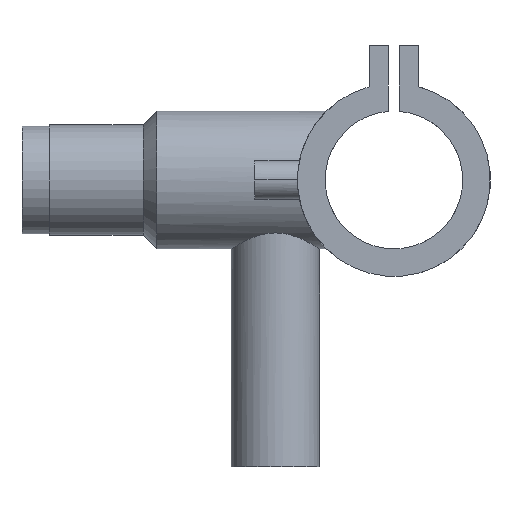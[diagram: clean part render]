
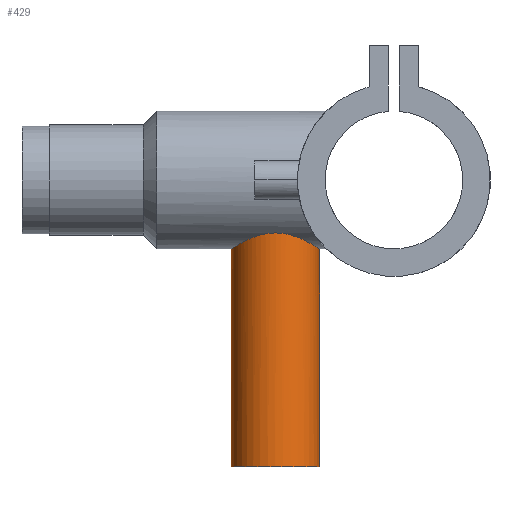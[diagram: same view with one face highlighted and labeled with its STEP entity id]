
A CAD part, left-side view. The second image highlights one B-rep face of the part: STEP entity #429.
In plain terms, the highlighted cylindrical face has radius 16 mm (diameter 32 mm), a partial arc.
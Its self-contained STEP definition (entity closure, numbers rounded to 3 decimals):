
#41 = EDGE_CURVE ( 'NONE', #1345, #1401, #2379, .T. ) ;
#192 = VECTOR ( 'NONE', #248, 1000. ) ;
#248 = DIRECTION ( 'NONE',  ( 0., 0., -1. ) ) ;
#316 = CARTESIAN_POINT ( 'NONE',  ( 0., 27., -25. ) ) ;
#320 = CARTESIAN_POINT ( 'NONE',  ( -0.538, 27., -25. ) ) ;
#323 = CARTESIAN_POINT ( 'NONE',  ( -1.077, 27.027, -24.983 ) ) ;
#324 = CARTESIAN_POINT ( 'NONE',  ( -1.886, 27.109, -24.93 ) ) ;
#329 = CARTESIAN_POINT ( 'NONE',  ( -2.157, 27.144, -24.908 ) ) ;
#332 = CARTESIAN_POINT ( 'NONE',  ( -2.692, 27.226, -24.856 ) ) ;
#333 = CARTESIAN_POINT ( 'NONE',  ( -2.957, 27.273, -24.826 ) ) ;
#334 = CARTESIAN_POINT ( 'NONE',  ( -4.269, 27.543, -24.655 ) ) ;
#338 = CARTESIAN_POINT ( 'NONE',  ( -5.28, 27.859, -24.457 ) ) ;
#340 = CARTESIAN_POINT ( 'NONE',  ( -6.741, 28.48, -24.079 ) ) ;
#341 = CARTESIAN_POINT ( 'NONE',  ( -7.216, 28.71, -23.941 ) ) ;
#345 = CARTESIAN_POINT ( 'NONE',  ( -8.127, 29.208, -23.647 ) ) ;
#348 = CARTESIAN_POINT ( 'NONE',  ( -8.565, 29.476, -23.491 ) ) ;
#349 = CARTESIAN_POINT ( 'NONE',  ( -9.834, 30.338, -23.002 ) ) ;
#350 = CARTESIAN_POINT ( 'NONE',  ( -10.619, 30.988, -22.647 ) ) ;
#353 = CARTESIAN_POINT ( 'NONE',  ( -12.064, 32.441, -21.911 ) ) ;
#356 = CARTESIAN_POINT ( 'NONE',  ( -12.707, 33.224, -21.54 ) ) ;
#361 = CARTESIAN_POINT ( 'NONE',  ( -13.561, 34.493, -21.005 ) ) ;
#365 = CARTESIAN_POINT ( 'NONE',  ( -13.826, 34.932, -20.831 ) ) ;
#366 = CARTESIAN_POINT ( 'NONE',  ( -14.319, 35.843, -20.495 ) ) ;
#367 = CARTESIAN_POINT ( 'NONE',  ( -14.544, 36.311, -20.336 ) ) ;
#371 = CARTESIAN_POINT ( 'NONE',  ( -14.948, 37.269, -20.041 ) ) ;
#373 = CARTESIAN_POINT ( 'NONE',  ( -15.127, 37.76, -19.905 ) ) ;
#377 = CARTESIAN_POINT ( 'NONE',  ( -15.439, 38.768, -19.664 ) ) ;
#380 = CARTESIAN_POINT ( 'NONE',  ( -15.573, 39.289, -19.558 ) ) ;
#381 = CARTESIAN_POINT ( 'NONE',  ( -15.893, 40.864, -19.3 ) ) ;
#382 = CARTESIAN_POINT ( 'NONE',  ( -16.001, 41.93, -19.209 ) ) ;
#386 = CARTESIAN_POINT ( 'NONE',  ( -15.999, 43.557, -19.21 ) ) ;
#390 = CARTESIAN_POINT ( 'NONE',  ( -15.971, 44.104, -19.234 ) ) ;
#394 = CARTESIAN_POINT ( 'NONE',  ( -15.86, 45.176, -19.325 ) ) ;
#397 = CARTESIAN_POINT ( 'NONE',  ( -15.779, 45.704, -19.392 ) ) ;
#398 = CARTESIAN_POINT ( 'NONE',  ( -15.564, 46.746, -19.564 ) ) ;
#399 = CARTESIAN_POINT ( 'NONE',  ( -15.432, 47.26, -19.67 ) ) ;
#402 = CARTESIAN_POINT ( 'NONE',  ( -15.115, 48.273, -19.914 ) ) ;
#403 = CARTESIAN_POINT ( 'NONE',  ( -14.934, 48.766, -20.051 ) ) ;
#407 = CARTESIAN_POINT ( 'NONE',  ( -14.328, 50.195, -20.493 ) ) ;
#414 = CARTESIAN_POINT ( 'NONE',  ( -13.842, 51.089, -20.829 ) ) ;
#418 = CARTESIAN_POINT ( 'NONE',  ( -12.99, 52.355, -21.363 ) ) ;
#419 = CARTESIAN_POINT ( 'NONE',  ( -12.684, 52.766, -21.547 ) ) ;
#420 = CARTESIAN_POINT ( 'NONE',  ( -12.036, 53.554, -21.915 ) ) ;
#425 = CARTESIAN_POINT ( 'NONE',  ( -11.695, 53.931, -22.099 ) ) ;
#426 = CARTESIAN_POINT ( 'NONE',  ( -10.622, 55.009, -22.646 ) ) ;
#428 = CARTESIAN_POINT ( 'NONE',  ( -9.839, 55.66, -23.001 ) ) ;
#429 = ADVANCED_FACE ( 'NONE', ( #1254 ), #1929, .T. ) ;
#432 = CARTESIAN_POINT ( 'NONE',  ( -8.122, 56.824, -23.662 ) ) ;
#436 = CARTESIAN_POINT ( 'NONE',  ( -7.212, 57.321, -23.958 ) ) ;
#437 = CARTESIAN_POINT ( 'NONE',  ( -5.764, 57.935, -24.332 ) ) ;
#438 = CARTESIAN_POINT ( 'NONE',  ( -5.267, 58.118, -24.444 ) ) ;
#441 = CARTESIAN_POINT ( 'NONE',  ( -4.244, 58.436, -24.643 ) ) ;
#442 = CARTESIAN_POINT ( 'NONE',  ( -3.727, 58.569, -24.726 ) ) ;
#444 = CARTESIAN_POINT ( 'NONE',  ( -2.158, 58.89, -24.929 ) ) ;
#446 = CARTESIAN_POINT ( 'NONE',  ( -1.091, 59., -25. ) ) ;
#450 = CARTESIAN_POINT ( 'NONE',  ( 0., 59., -25. ) ) ;
#478 = EDGE_CURVE ( 'NONE', #1413, #532, #2396, .T. ) ;
#481 = EDGE_CURVE ( 'NONE', #1401, #1413, #1533, .T. ) ;
#512 = DIRECTION ( 'NONE',  ( 0., 1., 0. ) ) ;
#522 = EDGE_LOOP ( 'NONE', ( #1090, #1095, #1098, #1099 ) ) ;
#532 = VERTEX_POINT ( 'NONE', #2109 ) ;
#545 = CARTESIAN_POINT ( 'NONE',  ( 0., 59., 0. ) ) ;
#989 = AXIS2_PLACEMENT_3D ( 'NONE', #2494, #1015, #1792 ) ;
#1015 = DIRECTION ( 'NONE',  ( 0., 0., -1. ) ) ;
#1090 = ORIENTED_EDGE ( 'NONE', *, *, #481, .F. ) ;
#1095 = ORIENTED_EDGE ( 'NONE', *, *, #41, .F. ) ;
#1098 = ORIENTED_EDGE ( 'NONE', *, *, #1414, .T. ) ;
#1099 = ORIENTED_EDGE ( 'NONE', *, *, #478, .F. ) ;
#1254 = FACE_OUTER_BOUND ( 'NONE', #522, .T. ) ;
#1345 = VERTEX_POINT ( 'NONE', #2090 ) ;
#1401 = VERTEX_POINT ( 'NONE', #1964 ) ;
#1413 = VERTEX_POINT ( 'NONE', #1686 ) ;
#1414 = EDGE_CURVE ( 'NONE', #1345, #532, #2253, .T. ) ;
#1533 = LINE ( 'NONE', #2092, #192 ) ;
#1553 = DIRECTION ( 'NONE',  ( 0., 0., -1. ) ) ;
#1603 = AXIS2_PLACEMENT_3D ( 'NONE', #1670, #2235, #512 ) ;
#1670 = CARTESIAN_POINT ( 'NONE',  ( 0., 43., -104. ) ) ;
#1686 = CARTESIAN_POINT ( 'NONE',  ( 0., 27., -104. ) ) ;
#1792 = DIRECTION ( 'NONE',  ( 0., 1., 0. ) ) ;
#1929 = CYLINDRICAL_SURFACE ( 'NONE', #989, 16. ) ;
#1964 = CARTESIAN_POINT ( 'NONE',  ( 0., 27., -25. ) ) ;
#2040 = VECTOR ( 'NONE', #1553, 1000. ) ;
#2090 = CARTESIAN_POINT ( 'NONE',  ( 0., 59., -25. ) ) ;
#2092 = CARTESIAN_POINT ( 'NONE',  ( 0., 27., 0. ) ) ;
#2109 = CARTESIAN_POINT ( 'NONE',  ( 0., 59., -104. ) ) ;
#2235 = DIRECTION ( 'NONE',  ( 0., 0., -1. ) ) ;
#2253 = LINE ( 'NONE', #545, #2040 ) ;
#2379 = B_SPLINE_CURVE_WITH_KNOTS ( 'NONE', 3,
 ( #450, #446, #444, #442, #441, #438, #437, #436, #432, #428, #426, #425, #420, #419, #418, #414, #407, #403, #402, #399, #398, #397, #394, #390, #386, #382, #381, #380, #377, #373, #371, #367, #366, #365, #361, #356, #353, #350, #349, #348, #345, #341, #340, #338, #334, #333, #332, #329, #324, #323, #320, #316 ),
 .UNSPECIFIED., .F., .F.,
 ( 4, 2, 2, 2, 2, 2, 2, 2, 2, 2, 2, 2, 2, 2, 2, 2, 2, 2, 2, 2, 2, 2, 2, 2, 2, 4 ),
 ( 0., 0.003, 0.005, 0.006, 0.01, 0.013, 0.014, 0.016, 0.019, 0.021, 0.023, 0.024, 0.026, 0.029, 0.031, 0.032, 0.034, 0.035, 0.039, 0.042, 0.043, 0.045, 0.048, 0.049, 0.05, 0.052 ),
 .UNSPECIFIED. ) ;
#2396 = CIRCLE ( 'NONE', #1603, 16. ) ;
#2494 = CARTESIAN_POINT ( 'NONE',  ( 0., 43., 0. ) ) ;
